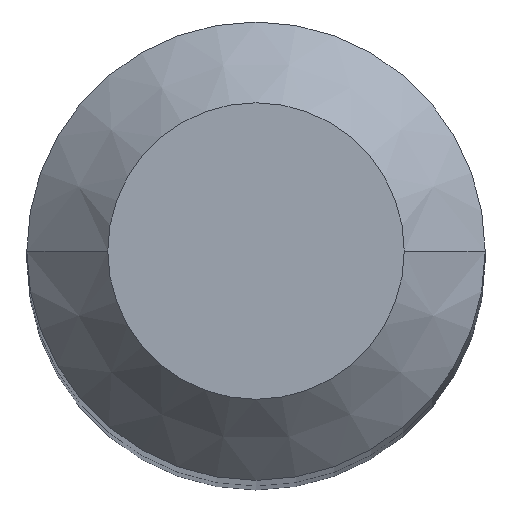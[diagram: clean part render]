
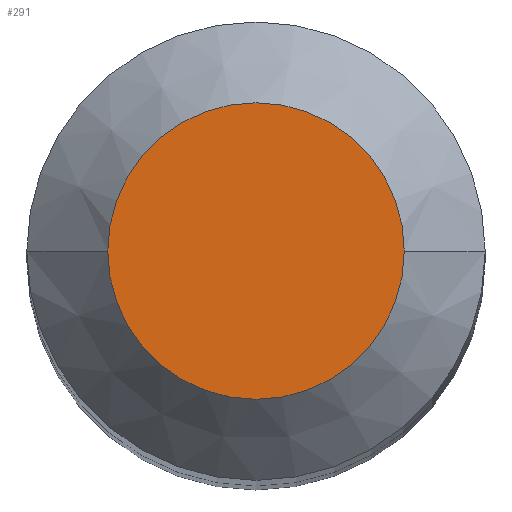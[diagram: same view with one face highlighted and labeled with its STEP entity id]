
A CAD part, top view. The second image highlights one B-rep face of the part: STEP entity #291.
In plain terms, the highlighted planar face has unit normal (0, 0, 1).
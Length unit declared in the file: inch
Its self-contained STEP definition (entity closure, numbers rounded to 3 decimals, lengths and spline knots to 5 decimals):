
#9 = PLANE ( 'NONE',  #383 ) ;
#11 = FACE_OUTER_BOUND ( 'NONE', #44, .T. ) ;
#44 = EDGE_LOOP ( 'NONE', ( #227, #91 ) ) ;
#77 = EDGE_CURVE ( 'NONE', #342, #185, #252, .T. ) ;
#86 = CARTESIAN_POINT ( 'NONE',  ( -0.05725, 0., 0. ) ) ;
#91 = ORIENTED_EDGE ( 'NONE', *, *, #77, .T. ) ;
#114 = CARTESIAN_POINT ( 'NONE',  ( 0.05725, 0., 0. ) ) ;
#124 = AXIS2_PLACEMENT_3D ( 'NONE', #205, #328, #323 ) ;
#127 = EDGE_CURVE ( 'NONE', #185, #342, #259, .T. ) ;
#133 = AXIS2_PLACEMENT_3D ( 'NONE', #171, #265, #361 ) ;
#171 = CARTESIAN_POINT ( 'NONE',  ( 0., 0., 0. ) ) ;
#185 = VERTEX_POINT ( 'NONE', #86 ) ;
#205 = CARTESIAN_POINT ( 'NONE',  ( 0., 0., 0. ) ) ;
#227 = ORIENTED_EDGE ( 'NONE', *, *, #127, .T. ) ;
#252 = CIRCLE ( 'NONE', #133, 0.05725 ) ;
#259 = CIRCLE ( 'NONE', #124, 0.05725 ) ;
#265 = DIRECTION ( 'NONE',  ( 0., 0., 1. ) ) ;
#291 = ADVANCED_FACE ( 'NONE', ( #11 ), #9, .F. ) ;
#300 = CARTESIAN_POINT ( 'NONE',  ( 0., 0., 0. ) ) ;
#309 = DIRECTION ( 'NONE',  ( 0., 0., -1. ) ) ;
#323 = DIRECTION ( 'NONE',  ( 1., 0., 0. ) ) ;
#328 = DIRECTION ( 'NONE',  ( 0., 0., 1. ) ) ;
#342 = VERTEX_POINT ( 'NONE', #114 ) ;
#361 = DIRECTION ( 'NONE',  ( 1., 0., 0. ) ) ;
#369 = DIRECTION ( 'NONE',  ( -1., 0., 0. ) ) ;
#383 = AXIS2_PLACEMENT_3D ( 'NONE', #300, #309, #369 ) ;
